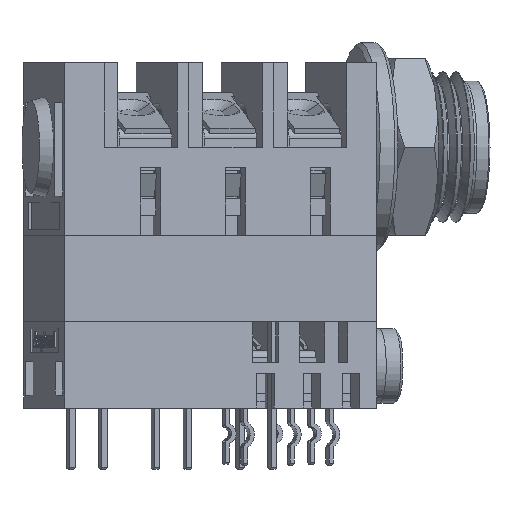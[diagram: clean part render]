
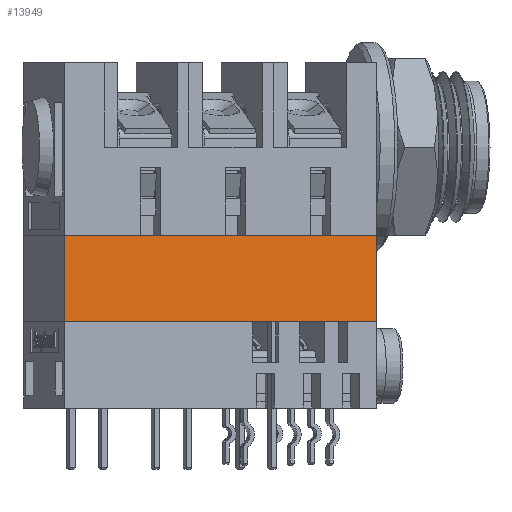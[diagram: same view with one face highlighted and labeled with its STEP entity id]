
A CAD part, front view. The second image highlights one B-rep face of the part: STEP entity #13949.
In plain terms, the highlighted planar face has unit normal (0.189, -0.982, 0).
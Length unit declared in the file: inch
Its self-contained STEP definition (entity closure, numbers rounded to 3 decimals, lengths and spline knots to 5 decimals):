
#677=FACE_OUTER_BOUND('',#1189,.T.);
#1189=EDGE_LOOP('',(#9801,#9802,#9803,#9804));
#1865=LINE('',#18788,#3764);
#1867=LINE('',#18792,#3766);
#1868=LINE('',#18794,#3767);
#1869=LINE('',#18795,#3768);
#3764=VECTOR('',#15362,0.25);
#3766=VECTOR('',#15366,0.92126);
#3767=VECTOR('',#15367,0.25);
#3768=VECTOR('',#15368,0.92126);
#5646=VERTEX_POINT('',#18785);
#5647=VERTEX_POINT('',#18787);
#5648=VERTEX_POINT('',#18791);
#5649=VERTEX_POINT('',#18793);
#7459=EDGE_CURVE('',#5647,#5646,#1865,.T.);
#7461=EDGE_CURVE('',#5646,#5648,#1867,.T.);
#7462=EDGE_CURVE('',#5649,#5648,#1868,.T.);
#7463=EDGE_CURVE('',#5647,#5649,#1869,.T.);
#9801=ORIENTED_EDGE('',*,*,#7461,.T.);
#9802=ORIENTED_EDGE('',*,*,#7462,.F.);
#9803=ORIENTED_EDGE('',*,*,#7463,.F.);
#9804=ORIENTED_EDGE('',*,*,#7459,.T.);
#13050=PLANE('',#14522);
#13949=ADVANCED_FACE('',(#677),#13050,.T.);
#14522=AXIS2_PLACEMENT_3D('',#18790,#15364,#15365);
#15362=DIRECTION('',(0.,0.,1.));
#15364=DIRECTION('center_axis',(0.189,-0.982,0.));
#15365=DIRECTION('ref_axis',(0.,0.,
-1.));
#15366=DIRECTION('',(-0.982,-0.189,0.));
#15367=DIRECTION('',(0.,0.,1.));
#15368=DIRECTION('',(-0.982,-0.189,0.));
#18785=CARTESIAN_POINT('',(1.40853,0.10617,2.0748));
#18787=CARTESIAN_POINT('',(1.40853,0.10617,1.8248));
#18788=CARTESIAN_POINT('',(1.40853,0.10617,1.8248));
#18790=CARTESIAN_POINT('Origin',(1.40853,0.10617,1.8248));
#18791=CARTESIAN_POINT('',(0.50391,-0.06815,2.0748));
#18792=CARTESIAN_POINT('',(1.40853,0.10617,2.0748));
#18793=CARTESIAN_POINT('',(0.50391,-0.06815,1.8248));
#18794=CARTESIAN_POINT('',(0.50391,-0.06815,1.8248));
#18795=CARTESIAN_POINT('',(1.40853,0.10617,1.8248));
